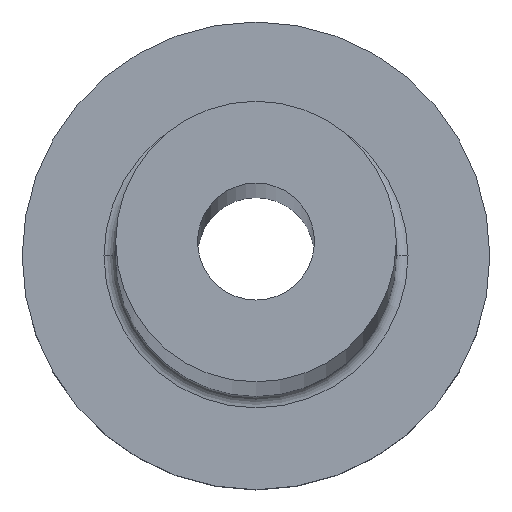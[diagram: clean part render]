
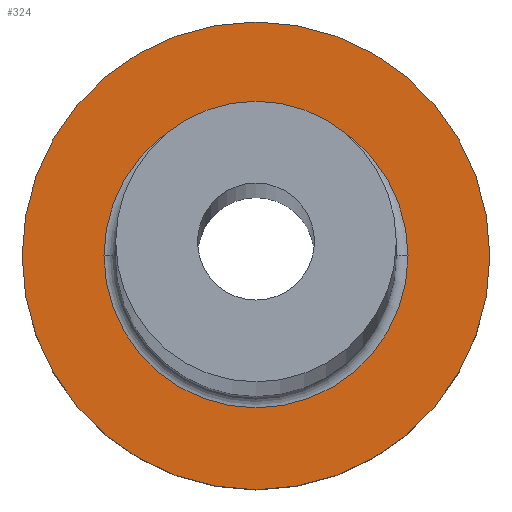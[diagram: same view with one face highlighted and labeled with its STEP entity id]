
A CAD part, top view. The second image highlights one B-rep face of the part: STEP entity #324.
In plain terms, the highlighted planar face has unit normal (0, 0, 1).
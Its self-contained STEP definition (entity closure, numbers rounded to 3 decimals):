
#18 = AXIS2_PLACEMENT_3D ( 'NONE', #197, #145, #315 ) ;
#19 = CARTESIAN_POINT ( 'NONE',  ( 0., 0., 7. ) ) ;
#21 = PLANE ( 'NONE',  #196 ) ;
#22 = VERTEX_POINT ( 'NONE', #69 ) ;
#24 = DIRECTION ( 'NONE',  ( 0., 0., 1. ) ) ;
#25 = FACE_BOUND ( 'NONE', #86, .T. ) ;
#69 = CARTESIAN_POINT ( 'NONE',  ( -6.5, 0., 7. ) ) ;
#74 = CARTESIAN_POINT ( 'NONE',  ( 0., 0., 7. ) ) ;
#84 = AXIS2_PLACEMENT_3D ( 'NONE', #149, #258, #203 ) ;
#86 = EDGE_LOOP ( 'NONE', ( #373, #247 ) ) ;
#97 = EDGE_CURVE ( 'NONE', #295, #22, #368, .T. ) ;
#112 = DIRECTION ( 'NONE',  ( 1., 0., 0. ) ) ;
#116 = CARTESIAN_POINT ( 'NONE',  ( 0., 0., 7. ) ) ;
#133 = DIRECTION ( 'NONE',  ( 1., 0., 0. ) ) ;
#141 = AXIS2_PLACEMENT_3D ( 'NONE', #74, #331, #133 ) ;
#142 = DIRECTION ( 'NONE',  ( 1., 0., 0. ) ) ;
#145 = DIRECTION ( 'NONE',  ( 0., 0., -1. ) ) ;
#149 = CARTESIAN_POINT ( 'NONE',  ( 0., 0., 7. ) ) ;
#152 = ORIENTED_EDGE ( 'NONE', *, *, #310, .T. ) ;
#156 = EDGE_CURVE ( 'NONE', #235, #311, #164, .T. ) ;
#164 = CIRCLE ( 'NONE', #141, 10. ) ;
#192 = CARTESIAN_POINT ( 'NONE',  ( 6.5, 0., 7. ) ) ;
#195 = DIRECTION ( 'NONE',  ( 0., 0., 1. ) ) ;
#196 = AXIS2_PLACEMENT_3D ( 'NONE', #116, #195, #112 ) ;
#197 = CARTESIAN_POINT ( 'NONE',  ( 0., 0., 7. ) ) ;
#203 = DIRECTION ( 'NONE',  ( 1., 0., 0. ) ) ;
#209 = CIRCLE ( 'NONE', #18, 6.5 ) ;
#214 = CARTESIAN_POINT ( 'NONE',  ( -10., 0., 7. ) ) ;
#235 = VERTEX_POINT ( 'NONE', #214 ) ;
#247 = ORIENTED_EDGE ( 'NONE', *, *, #374, .T. ) ;
#258 = DIRECTION ( 'NONE',  ( 0., 0., -1. ) ) ;
#295 = VERTEX_POINT ( 'NONE', #192 ) ;
#310 = EDGE_CURVE ( 'NONE', #311, #235, #380, .T. ) ;
#311 = VERTEX_POINT ( 'NONE', #349 ) ;
#315 = DIRECTION ( 'NONE',  ( 1., 0., 0. ) ) ;
#324 = ADVANCED_FACE ( 'NONE', ( #25, #375 ), #21, .T. ) ;
#326 = ORIENTED_EDGE ( 'NONE', *, *, #156, .T. ) ;
#331 = DIRECTION ( 'NONE',  ( 0., 0., 1. ) ) ;
#347 = AXIS2_PLACEMENT_3D ( 'NONE', #19, #24, #142 ) ;
#349 = CARTESIAN_POINT ( 'NONE',  ( 10., 0., 7. ) ) ;
#358 = EDGE_LOOP ( 'NONE', ( #326, #152 ) ) ;
#368 = CIRCLE ( 'NONE', #84, 6.5 ) ;
#373 = ORIENTED_EDGE ( 'NONE', *, *, #97, .T. ) ;
#374 = EDGE_CURVE ( 'NONE', #22, #295, #209, .T. ) ;
#375 = FACE_OUTER_BOUND ( 'NONE', #358, .T. ) ;
#380 = CIRCLE ( 'NONE', #347, 10. ) ;
